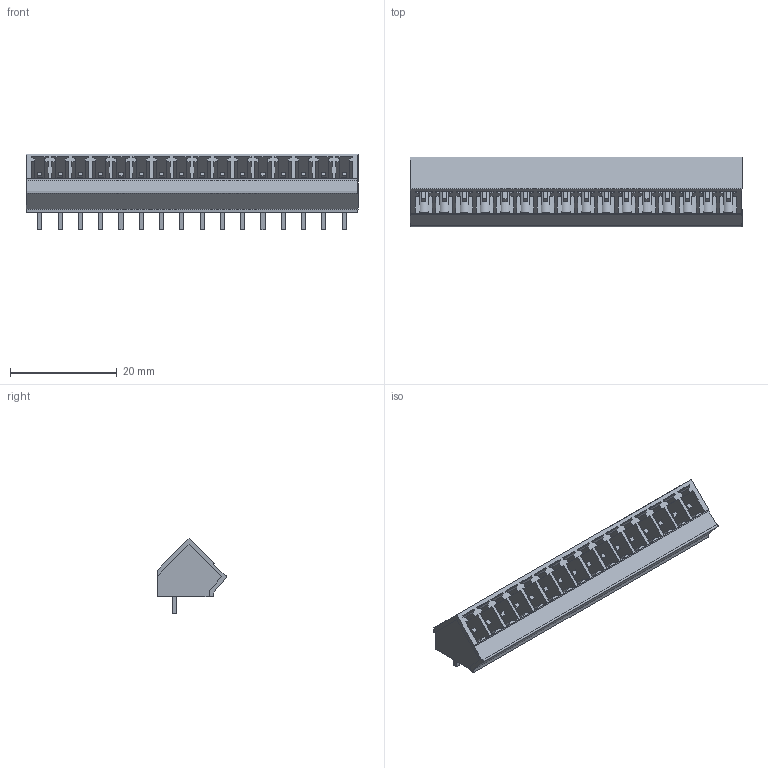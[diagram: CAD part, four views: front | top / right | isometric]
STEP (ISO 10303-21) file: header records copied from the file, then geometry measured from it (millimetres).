
FILE_DESCRIPTION(('CATIA V5 STEP Exchange','CAx-IF Rec.Pracs.--- Model Styling and Organization---1.2---2011-12-15'),'2;1');
FILE_NAME ('D1460992_0_1977770000_1977770000.stp','2018-04-23T09:43:39+00:00',('none'),('Weidmueller'),'CATIA Version 5-6 Release 2014','CATIA V5 STEP AP214','none');
FILE_SCHEMA(('AUTOMOTIVE_DESIGN { 1 0 10303 214 1 1 1 1 }'));
Length unit declared in the file: millimetre
Products named in the file (1): 1977770000
Bounding box: 62.35 x 13.1 x 14.2 mm (x, y, z)
Volume: 2846.4 mm3; surface area: 7183.3 mm2
Topology: 17 solids, 17 shells, 697 faces, 1971 edges, 1324 vertices
Faces by surface type: plane 647, cylinder 50
Entity records: 21582 total; most frequent: ORIENTED_EDGE 3942, CARTESIAN_POINT 3864, DIRECTION 2835, EDGE_CURVE 1971, VECTOR 1871, LINE 1871, VERTEX_POINT 1324, EDGE_LOOP 745
